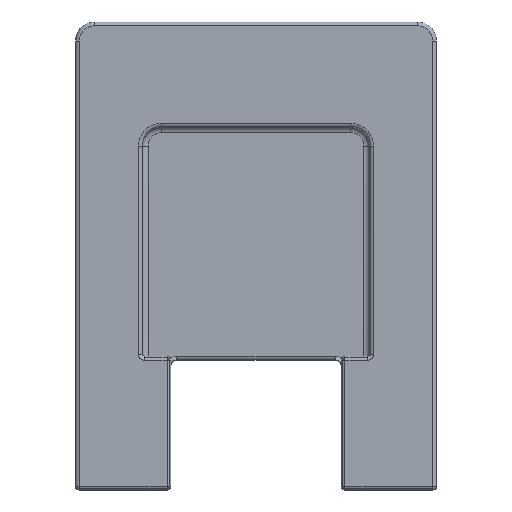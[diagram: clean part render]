
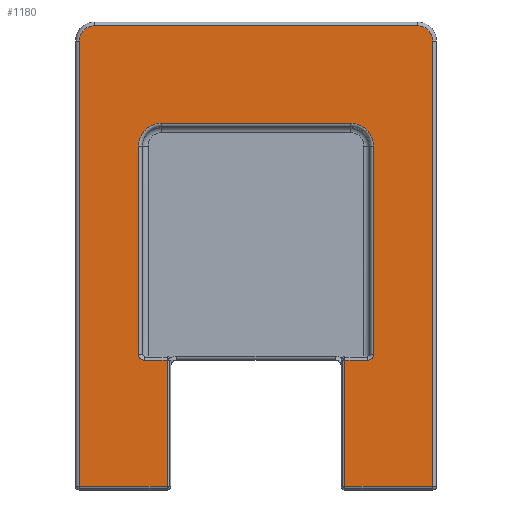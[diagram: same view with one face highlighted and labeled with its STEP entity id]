
A CAD part, front view. The second image highlights one B-rep face of the part: STEP entity #1180.
In plain terms, the highlighted planar face has unit normal (0, -1, 0).
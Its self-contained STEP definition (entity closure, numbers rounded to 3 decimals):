
#31 = ORIENTED_EDGE ( 'NONE', *, *, #3419, .F. ) ;
#42 = DIRECTION ( 'NONE',  ( 0., 0., -1. ) ) ;
#264 = CARTESIAN_POINT ( 'NONE',  ( -44.55, -1.28, -1.8 ) ) ;
#265 = VECTOR ( 'NONE', #2167, 1000. ) ;
#268 = VECTOR ( 'NONE', #2368, 1000. ) ;
#306 = VERTEX_POINT ( 'NONE', #3651 ) ;
#386 = CARTESIAN_POINT ( 'NONE',  ( -54.95, -1.28, 16. ) ) ;
#407 = VERTEX_POINT ( 'NONE', #2240 ) ;
#463 = ORIENTED_EDGE ( 'NONE', *, *, #1263, .F. ) ;
#490 = VERTEX_POINT ( 'NONE', #1945 ) ;
#579 = DIRECTION ( 'NONE',  ( 0., 0., -1. ) ) ;
#589 = EDGE_CURVE ( 'NONE', #2749, #1820, #1041, .T. ) ;
#625 = AXIS2_PLACEMENT_3D ( 'NONE', #2590, #2067, #5557 ) ;
#684 = VERTEX_POINT ( 'NONE', #4544 ) ;
#745 = AXIS2_PLACEMENT_3D ( 'NONE', #3060, #5080, #579 ) ;
#851 = ORIENTED_EDGE ( 'NONE', *, *, #1449, .T. ) ;
#930 = VERTEX_POINT ( 'NONE', #4614 ) ;
#1001 = DIRECTION ( 'NONE',  ( 0., 1., 0. ) ) ;
#1006 = AXIS2_PLACEMENT_3D ( 'NONE', #1481, #1001, #1870 ) ;
#1022 = DIRECTION ( 'NONE',  ( 0., 0., -1. ) ) ;
#1041 = LINE ( 'NONE', #5043, #268 ) ;
#1107 = CARTESIAN_POINT ( 'NONE',  ( -54.65, -1.28, 5. ) ) ;
#1112 = CARTESIAN_POINT ( 'NONE',  ( -56.15, -1.28, 16. ) ) ;
#1165 = LINE ( 'NONE', #6148, #265 ) ;
#1180 = ADVANCED_FACE ( 'NONE', ( #4991 ), #4592, .T. ) ;
#1225 = VERTEX_POINT ( 'NONE', #6039 ) ;
#1263 = EDGE_CURVE ( 'NONE', #684, #5868, #3418, .T. ) ;
#1348 = EDGE_CURVE ( 'NONE', #490, #2347, #2152, .T. ) ;
#1352 = AXIS2_PLACEMENT_3D ( 'NONE', #2935, #4057, #6069 ) ;
#1403 = VERTEX_POINT ( 'NONE', #4623 ) ;
#1417 = EDGE_CURVE ( 'NONE', #930, #2931, #3880, .T. ) ;
#1449 = EDGE_CURVE ( 'NONE', #4221, #490, #5121, .T. ) ;
#1470 = CARTESIAN_POINT ( 'NONE',  ( -44.15, -1.28, 5.1 ) ) ;
#1481 = CARTESIAN_POINT ( 'NONE',  ( -45.05, -1.28, 16. ) ) ;
#1485 = CARTESIAN_POINT ( 'NONE',  ( -55.85, -1.28, 4.8 ) ) ;
#1519 = DIRECTION ( 'NONE',  ( 1., 0., 0. ) ) ;
#1606 = ORIENTED_EDGE ( 'NONE', *, *, #1812, .F. ) ;
#1646 = AXIS2_PLACEMENT_3D ( 'NONE', #386, #2825, #2788 ) ;
#1666 = ORIENTED_EDGE ( 'NONE', *, *, #5765, .F. ) ;
#1686 = LINE ( 'NONE', #1107, #2799 ) ;
#1690 = EDGE_CURVE ( 'NONE', #3992, #1403, #1686, .T. ) ;
#1711 = DIRECTION ( 'NONE',  ( 0., 0., -1. ) ) ;
#1753 = CARTESIAN_POINT ( 'NONE',  ( -45.05, -1.28, 17.2 ) ) ;
#1765 = ORIENTED_EDGE ( 'NONE', *, *, #2506, .F. ) ;
#1770 = LINE ( 'NONE', #2232, #2715 ) ;
#1777 = VECTOR ( 'NONE', #42, 1000. ) ;
#1812 = EDGE_CURVE ( 'NONE', #930, #2451, #3746, .T. ) ;
#1820 = VERTEX_POINT ( 'NONE', #5526 ) ;
#1829 = ORIENTED_EDGE ( 'NONE', *, *, #5562, .F. ) ;
#1848 = LINE ( 'NONE', #3847, #2786 ) ;
#1869 = DIRECTION ( 'NONE',  ( 0., 1., 0. ) ) ;
#1870 = DIRECTION ( 'NONE',  ( 0., 0., -1. ) ) ;
#1945 = CARTESIAN_POINT ( 'NONE',  ( -54.95, -1.28, 17.2 ) ) ;
#2008 = ORIENTED_EDGE ( 'NONE', *, *, #1690, .F. ) ;
#2024 = DIRECTION ( 'NONE',  ( 0., -1., 0. ) ) ;
#2067 = DIRECTION ( 'NONE',  ( 0., 1., 0. ) ) ;
#2152 = LINE ( 'NONE', #1753, #3835 ) ;
#2167 = DIRECTION ( 'NONE',  ( -1., 0., 0. ) ) ;
#2168 = VECTOR ( 'NONE', #6326, 1000. ) ;
#2232 = CARTESIAN_POINT ( 'NONE',  ( -56.15, -1.28, 16. ) ) ;
#2240 = CARTESIAN_POINT ( 'NONE',  ( -56.15, -1.28, 5.1 ) ) ;
#2260 = LINE ( 'NONE', #264, #5886 ) ;
#2347 = VERTEX_POINT ( 'NONE', #4751 ) ;
#2368 = DIRECTION ( 'NONE',  ( 0., 0., -1. ) ) ;
#2451 = VERTEX_POINT ( 'NONE', #3750 ) ;
#2506 = EDGE_CURVE ( 'NONE', #5816, #684, #1848, .T. ) ;
#2516 = CIRCLE ( 'NONE', #745, 0.3 ) ;
#2588 = AXIS2_PLACEMENT_3D ( 'NONE', #1470, #2024, #1022 ) ;
#2590 = CARTESIAN_POINT ( 'NONE',  ( -41.55, -1.28, 21.5 ) ) ;
#2629 = AXIS2_PLACEMENT_3D ( 'NONE', #2975, #1869, #4004 ) ;
#2644 = ORIENTED_EDGE ( 'NONE', *, *, #589, .T. ) ;
#2715 = VECTOR ( 'NONE', #2716, 1000. ) ;
#2716 = DIRECTION ( 'NONE',  ( 0., 0., 1. ) ) ;
#2744 = ORIENTED_EDGE ( 'NONE', *, *, #5597, .T. ) ;
#2749 = VERTEX_POINT ( 'NONE', #3621 ) ;
#2786 = VECTOR ( 'NONE', #3883, 1000. ) ;
#2788 = DIRECTION ( 'NONE',  ( 0., 0., -1. ) ) ;
#2793 = ORIENTED_EDGE ( 'NONE', *, *, #2815, .F. ) ;
#2799 = VECTOR ( 'NONE', #1711, 1000. ) ;
#2815 = EDGE_CURVE ( 'NONE', #1225, #5816, #6360, .T. ) ;
#2825 = DIRECTION ( 'NONE',  ( 0., 1., 0. ) ) ;
#2918 = LINE ( 'NONE', #6489, #3661 ) ;
#2931 = VERTEX_POINT ( 'NONE', #4419 ) ;
#2935 = CARTESIAN_POINT ( 'NONE',  ( -54.45, -1.28, 5. ) ) ;
#2975 = CARTESIAN_POINT ( 'NONE',  ( -58.45, -1.28, 21.5 ) ) ;
#3004 = EDGE_LOOP ( 'NONE', ( #1666, #2644, #31, #2008, #5965, #1829, #2744, #851, #3308, #3165, #4169, #463, #1765, #2793, #5692, #5681, #1606, #4516 ) ) ;
#3060 = CARTESIAN_POINT ( 'NONE',  ( -55.85, -1.28, 5.1 ) ) ;
#3150 = CARTESIAN_POINT ( 'NONE',  ( -40.75, -1.28, 22.5 ) ) ;
#3165 = ORIENTED_EDGE ( 'NONE', *, *, #3660, .T. ) ;
#3308 = ORIENTED_EDGE ( 'NONE', *, *, #1348, .T. ) ;
#3399 = CARTESIAN_POINT ( 'NONE',  ( -43.85, -1.28, 16. ) ) ;
#3412 = EDGE_CURVE ( 'NONE', #306, #2451, #5660, .T. ) ;
#3418 = CIRCLE ( 'NONE', #2588, 0.3 ) ;
#3419 = EDGE_CURVE ( 'NONE', #1403, #1820, #1165, .T. ) ;
#3576 = CARTESIAN_POINT ( 'NONE',  ( -43.85, -1.28, 5.1 ) ) ;
#3621 = CARTESIAN_POINT ( 'NONE',  ( -59.25, -1.28, 21.5 ) ) ;
#3651 = CARTESIAN_POINT ( 'NONE',  ( -40.75, -1.28, -1.8 ) ) ;
#3660 = EDGE_CURVE ( 'NONE', #2347, #6105, #5296, .T. ) ;
#3661 = VECTOR ( 'NONE', #1519, 1000. ) ;
#3746 = CIRCLE ( 'NONE', #625, 0.8 ) ;
#3750 = CARTESIAN_POINT ( 'NONE',  ( -40.75, -1.28, 21.5 ) ) ;
#3811 = VECTOR ( 'NONE', #4541, 1000. ) ;
#3835 = VECTOR ( 'NONE', #4150, 1000. ) ;
#3836 = VECTOR ( 'NONE', #5864, 1000. ) ;
#3846 = CARTESIAN_POINT ( 'NONE',  ( -45.35, -1.28, 5. ) ) ;
#3847 = CARTESIAN_POINT ( 'NONE',  ( -47.775, -1.28, 4.8 ) ) ;
#3880 = LINE ( 'NONE', #6292, #2168 ) ;
#3883 = DIRECTION ( 'NONE',  ( 1., 0., 0. ) ) ;
#3992 = VERTEX_POINT ( 'NONE', #5997 ) ;
#4004 = DIRECTION ( 'NONE',  ( 0., 0., -1. ) ) ;
#4057 = DIRECTION ( 'NONE',  ( 0., -1., 0. ) ) ;
#4150 = DIRECTION ( 'NONE',  ( 1., 0., 0. ) ) ;
#4169 = ORIENTED_EDGE ( 'NONE', *, *, #4756, .T. ) ;
#4221 = VERTEX_POINT ( 'NONE', #1112 ) ;
#4404 = CARTESIAN_POINT ( 'NONE',  ( -45.35, -1.28, 4.8 ) ) ;
#4419 = CARTESIAN_POINT ( 'NONE',  ( -58.45, -1.28, 22.3 ) ) ;
#4475 = VERTEX_POINT ( 'NONE', #1485 ) ;
#4505 = EDGE_CURVE ( 'NONE', #4475, #3992, #2918, .T. ) ;
#4516 = ORIENTED_EDGE ( 'NONE', *, *, #1417, .T. ) ;
#4541 = DIRECTION ( 'NONE',  ( 0., 0., 1. ) ) ;
#4544 = CARTESIAN_POINT ( 'NONE',  ( -44.15, -1.28, 4.8 ) ) ;
#4592 = PLANE ( 'NONE',  #1352 ) ;
#4614 = CARTESIAN_POINT ( 'NONE',  ( -41.55, -1.28, 22.3 ) ) ;
#4623 = CARTESIAN_POINT ( 'NONE',  ( -54.65, -1.28, -1.8 ) ) ;
#4751 = CARTESIAN_POINT ( 'NONE',  ( -45.05, -1.28, 17.2 ) ) ;
#4756 = EDGE_CURVE ( 'NONE', #6105, #5868, #6014, .T. ) ;
#4991 = FACE_OUTER_BOUND ( 'NONE', #3004, .T. ) ;
#5043 = CARTESIAN_POINT ( 'NONE',  ( -59.25, -1.28, 5. ) ) ;
#5080 = DIRECTION ( 'NONE',  ( 0., -1., 0. ) ) ;
#5121 = CIRCLE ( 'NONE', #1646, 1.2 ) ;
#5189 = DIRECTION ( 'NONE',  ( -1., 0., 0. ) ) ;
#5296 = CIRCLE ( 'NONE', #1006, 1.2 ) ;
#5526 = CARTESIAN_POINT ( 'NONE',  ( -59.25, -1.28, -1.8 ) ) ;
#5556 = CARTESIAN_POINT ( 'NONE',  ( -43.85, -1.28, 5. ) ) ;
#5557 = DIRECTION ( 'NONE',  ( 0., 0., -1. ) ) ;
#5562 = EDGE_CURVE ( 'NONE', #407, #4475, #2516, .T. ) ;
#5597 = EDGE_CURVE ( 'NONE', #407, #4221, #1770, .T. ) ;
#5660 = LINE ( 'NONE', #3150, #3811 ) ;
#5681 = ORIENTED_EDGE ( 'NONE', *, *, #3412, .T. ) ;
#5692 = ORIENTED_EDGE ( 'NONE', *, *, #6038, .F. ) ;
#5765 = EDGE_CURVE ( 'NONE', #2749, #2931, #5985, .T. ) ;
#5816 = VERTEX_POINT ( 'NONE', #4404 ) ;
#5864 = DIRECTION ( 'NONE',  ( 0., 0., 1. ) ) ;
#5868 = VERTEX_POINT ( 'NONE', #3576 ) ;
#5886 = VECTOR ( 'NONE', #5189, 1000. ) ;
#5965 = ORIENTED_EDGE ( 'NONE', *, *, #4505, .F. ) ;
#5985 = CIRCLE ( 'NONE', #2629, 0.8 ) ;
#5997 = CARTESIAN_POINT ( 'NONE',  ( -54.65, -1.28, 4.8 ) ) ;
#6014 = LINE ( 'NONE', #5556, #1777 ) ;
#6038 = EDGE_CURVE ( 'NONE', #306, #1225, #2260, .T. ) ;
#6039 = CARTESIAN_POINT ( 'NONE',  ( -45.35, -1.28, -1.8 ) ) ;
#6069 = DIRECTION ( 'NONE',  ( 0., 0., -1. ) ) ;
#6105 = VERTEX_POINT ( 'NONE', #3399 ) ;
#6148 = CARTESIAN_POINT ( 'NONE',  ( -55.45, -1.28, -1.8 ) ) ;
#6292 = CARTESIAN_POINT ( 'NONE',  ( -54.45, -1.28, 22.3 ) ) ;
#6326 = DIRECTION ( 'NONE',  ( -1., 0., 0. ) ) ;
#6360 = LINE ( 'NONE', #3846, #3836 ) ;
#6489 = CARTESIAN_POINT ( 'NONE',  ( -52.225, -1.28, 4.8 ) ) ;
